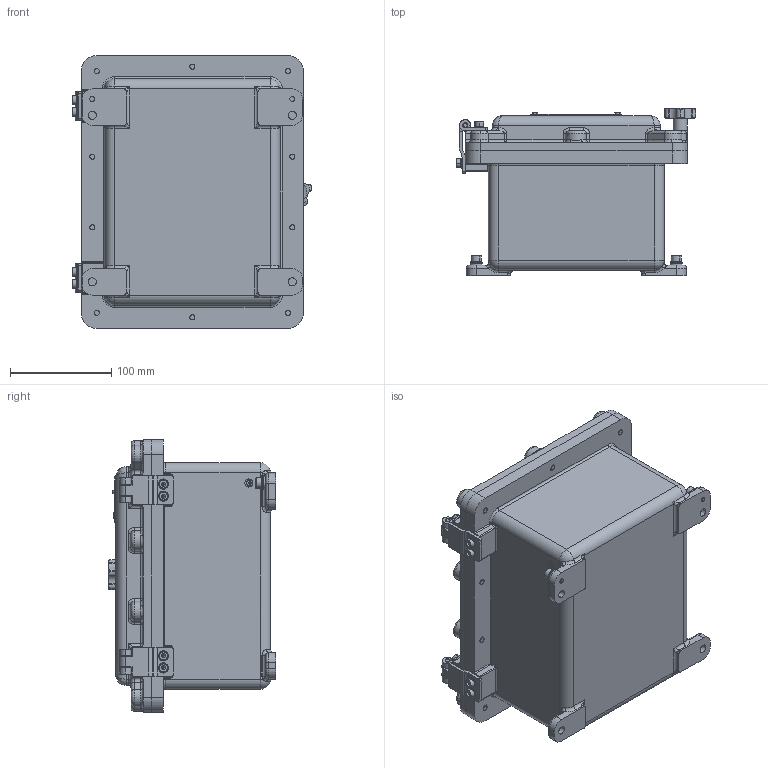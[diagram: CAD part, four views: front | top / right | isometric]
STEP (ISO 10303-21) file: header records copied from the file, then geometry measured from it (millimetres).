
FILE_DESCRIPTION (( 'STEP AP203' ), '1' );
FILE_NAME ('40103020.step', '2019-04-15T14:00:24', ( '' ), ( '' ), 'SwSTEP 2.0', 'SolidWorks 2018', '' );
FILE_SCHEMA (( 'CONFIG_CONTROL_DESIGN' ));
Length unit declared in the file: millimetre
Products named in the file (24): 98360; 40303020; 93711; 93427; 83130; 98361; 92783; 93412_PreviewCfg; 56848; 41149; 83125; 82014_40103020; 93426; 92788; 92780; 40103020; 93414; 92081; 98063; 40000000085; 40000036126_4g; 83131; 70701; 70751_Tag & Name Plate MCN
Assembly tree (72 placements, depth 3):
  92788
  40103020
    70701
    82014_40103020
    40303020
    98063  x12
    93426  x8
    93711  x4
    92081  x4
    70751_Tag & Name Plate MCN
    92783
    93414  x2
    92780
    93412_PreviewCfg  x2
    83125  x10
    40000000085  x10
    41149
    56848  x2
      98360
      98361
      83130
      93427
      83131
  40000036126_4g
Bounding box: 237.42 x 165.42 x 270 mm (x, y, z)
Volume: 2552105 mm3; surface area: 578573.9 mm2
Topology: 81 solids, 81 shells, 2347 faces, 5324 edges, 3138 vertices
Faces by surface type: plane 868, cylinder 831, torus 237, cone 203, bspline 170, sphere 38
Entity records: 52475 total; most frequent: CARTESIAN_POINT 16973, DIRECTION 6787, ORIENTED_EDGE 6524, EDGE_CURVE 3262, AXIS2_PLACEMENT_3D 2633, VERTEX_POINT 1975, LINE 1521, VECTOR 1521
